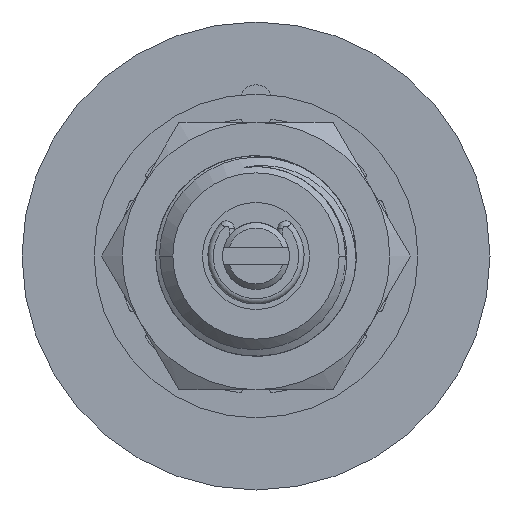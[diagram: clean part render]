
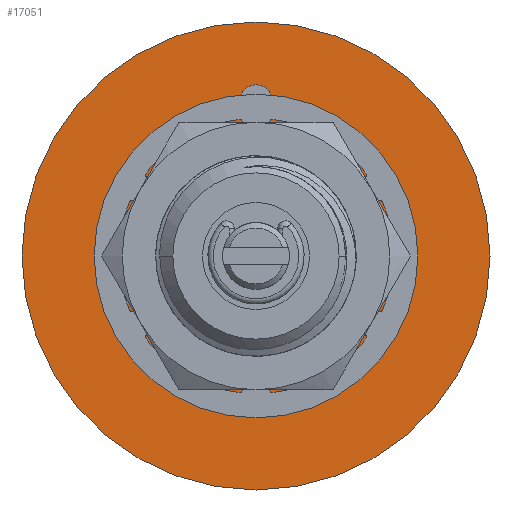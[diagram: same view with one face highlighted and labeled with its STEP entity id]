
A CAD part, front view. The second image highlights one B-rep face of the part: STEP entity #17051.
In plain terms, the highlighted planar face has unit normal (0, -1, 0).
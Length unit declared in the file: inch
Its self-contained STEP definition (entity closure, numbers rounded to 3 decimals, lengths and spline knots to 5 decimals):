
#8889=CARTESIAN_POINT('',(0.,0.,0.));
#8890=DIRECTION('',(0.,1.,0.));
#8891=DIRECTION('',(-1.,0.,0.));
#8892=AXIS2_PLACEMENT_3D('',#8889,#8890,#8891);
#8902=CARTESIAN_POINT('',(0.,0.,0.));
#8903=DIRECTION('',(0.,-1.,0.));
#8904=DIRECTION('',(-1.,0.,0.));
#8905=AXIS2_PLACEMENT_3D('',#8902,#8903,#8904);
#8907=CARTESIAN_POINT('',(0.,0.,0.29));
#8908=DIRECTION('',(0.,-1.,0.));
#8909=DIRECTION('',(-1.,0.,0.));
#8910=AXIS2_PLACEMENT_3D('',#8907,#8908,#8909);
#8912=CARTESIAN_POINT('',(0.,0.,0.29));
#8913=DIRECTION('',(0.,-1.,0.));
#8914=DIRECTION('',(1.,0.,0.));
#8915=AXIS2_PLACEMENT_3D('',#8912,#8913,#8914);
#8926=CARTESIAN_POINT('',(0.,0.,0.));
#8927=DIRECTION('',(0.,-1.,0.));
#8928=DIRECTION('',(1.,0.,0.));
#8929=AXIS2_PLACEMENT_3D('',#8926,#8927,#8928);
#8960=CARTESIAN_POINT('',(0.,0.,0.));
#8961=DIRECTION('',(0.,1.,0.));
#8962=DIRECTION('',(1.,0.,0.));
#8963=AXIS2_PLACEMENT_3D('',#8960,#8961,#8962);
#10763=CARTESIAN_POINT('',(0.4375,0.,0.));
#10764=CARTESIAN_POINT('',(-0.4375,0.,0.));
#10765=VERTEX_POINT('',#10763);
#10766=VERTEX_POINT('',#10764);
#10771=CARTESIAN_POINT('',(-0.03,0.,0.29));
#10772=CARTESIAN_POINT('',(0.03,0.,0.29));
#10773=VERTEX_POINT('',#10771);
#10774=VERTEX_POINT('',#10772);
#10787=CARTESIAN_POINT('',(-0.235,0.,0.));
#10789=VERTEX_POINT('',#10787);
#10791=CARTESIAN_POINT('',(0.235,0.,0.));
#10793=VERTEX_POINT('',#10791);
#17030=CARTESIAN_POINT('',(0.,0.,0.));
#17031=DIRECTION('',(0.,1.,0.));
#17032=DIRECTION('',(1.,0.,0.));
#17033=AXIS2_PLACEMENT_3D('',#17030,#17031,#17032);
#17034=PLANE('',#17033);
#17036=ORIENTED_EDGE('',*,*,#17035,.F.);
#17038=ORIENTED_EDGE('',*,*,#17037,.T.);
#17039=EDGE_LOOP('',(#17036,#17038));
#17040=FACE_OUTER_BOUND('',#17039,.F.);
#17041=ORIENTED_EDGE('',*,*,#17025,.T.);
#17042=ORIENTED_EDGE('',*,*,#17009,.F.);
#17043=EDGE_LOOP('',(#17041,#17042));
#17044=FACE_BOUND('',#17043,.F.);
#17046=ORIENTED_EDGE('',*,*,#17045,.T.);
#17048=ORIENTED_EDGE('',*,*,#17047,.T.);
#17049=EDGE_LOOP('',(#17046,#17048));
#17050=FACE_BOUND('',#17049,.F.);
#17051=ADVANCED_FACE('',(#17040,#17044,#17050),#17034,.F.);
#8893=CIRCLE('',#8892,0.235);
#8906=CIRCLE('',#8905,0.235);
#8911=CIRCLE('',#8910,0.03);
#8916=CIRCLE('',#8915,0.03);
#8930=CIRCLE('',#8929,0.4375);
#8964=CIRCLE('',#8963,0.4375);
#17009=EDGE_CURVE('',#10789,#10793,#8893,.T.);
#17025=EDGE_CURVE('',#10789,#10793,#8906,.T.);
#17035=EDGE_CURVE('',#10765,#10766,#8930,.T.);
#17037=EDGE_CURVE('',#10765,#10766,#8964,.T.);
#17045=EDGE_CURVE('',#10773,#10774,#8911,.T.);
#17047=EDGE_CURVE('',#10774,#10773,#8916,.T.);
